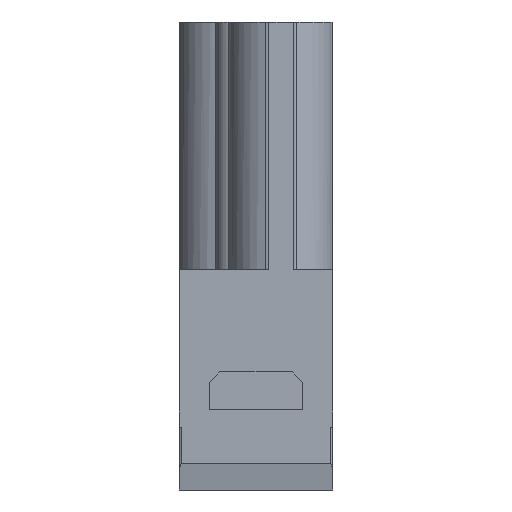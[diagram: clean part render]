
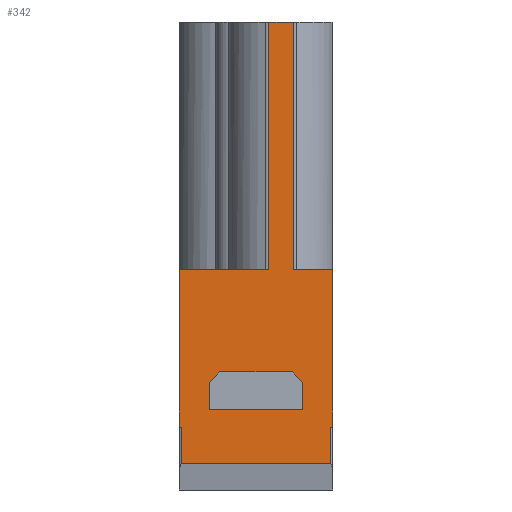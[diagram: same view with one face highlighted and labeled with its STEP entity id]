
A CAD part, left-side view. The second image highlights one B-rep face of the part: STEP entity #342.
In plain terms, the highlighted planar face has unit normal (-1, 0, 0).
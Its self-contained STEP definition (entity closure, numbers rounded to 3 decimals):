
#158=FACE_BOUND('',#1316,.T.);
#159=FACE_BOUND('',#1317,.T.);
#342=ADVANCED_FACE('',(#158,#159),#697,.F.);
#697=PLANE('',#7193);
#1316=EDGE_LOOP('',(#3618,#3619,#3620,#3621,#3622,#3623));
#1317=EDGE_LOOP('',(#3624,#3625,#3626,#3627,#3628,#3629,#3630,#3631,#3632,
#3633,#3634,#3635,#3636,#3637,#3638,#3639));
#1721=B_SPLINE_CURVE_WITH_KNOTS('',3,(#10458,#10459,#10460,#10461),
 .UNSPECIFIED.,.F.,.F.,(4,4),(0.,1.),.UNSPECIFIED.);
#1722=B_SPLINE_CURVE_WITH_KNOTS('',3,(#10463,#10464,#10465,#10466),
 .UNSPECIFIED.,.F.,.F.,(4,4),(0.,1.),.UNSPECIFIED.);
#1723=B_SPLINE_CURVE_WITH_KNOTS('',3,(#10470,#10471,#10472,#10473),
 .UNSPECIFIED.,.F.,.F.,(4,4),(0.,1.),.UNSPECIFIED.);
#1724=B_SPLINE_CURVE_WITH_KNOTS('',3,(#10475,#10476,#10477,#10478),
 .UNSPECIFIED.,.F.,.F.,(4,4),(0.,1.),.UNSPECIFIED.);
#1725=B_SPLINE_CURVE_WITH_KNOTS('',3,(#10479,#10480,#10481,#10482),
 .UNSPECIFIED.,.F.,.F.,(4,4),(0.,1.),.UNSPECIFIED.);
#1726=B_SPLINE_CURVE_WITH_KNOTS('',3,(#10484,#10485,#10486,#10487),
 .UNSPECIFIED.,.F.,.F.,(4,4),(0.,1.),.UNSPECIFIED.);
#1727=B_SPLINE_CURVE_WITH_KNOTS('',3,(#10491,#10492,#10493,#10494),
 .UNSPECIFIED.,.F.,.F.,(4,4),(0.,1.),.UNSPECIFIED.);
#1728=B_SPLINE_CURVE_WITH_KNOTS('',3,(#10496,#10497,#10498,#10499),
 .UNSPECIFIED.,.F.,.F.,(4,4),(0.,1.),.UNSPECIFIED.);
#1868=LINE('',#9388,#2443);
#1869=LINE('',#9403,#2444);
#1901=LINE('',#9557,#2476);
#1922=LINE('',#9714,#2497);
#2029=LINE('',#10031,#2604);
#2030=LINE('',#10033,#2605);
#2032=LINE('',#10037,#2607);
#2036=LINE('',#10045,#2611);
#2114=LINE('',#10454,#2689);
#2115=LINE('',#10456,#2690);
#2116=LINE('',#10457,#2691);
#2117=LINE('',#10468,#2692);
#2118=LINE('',#10489,#2693);
#2119=LINE('',#10500,#2694);
#2443=VECTOR('',#7619,1.);
#2444=VECTOR('',#7624,1.);
#2476=VECTOR('',#7704,1.);
#2497=VECTOR('',#7799,1.);
#2604=VECTOR('',#7970,1.);
#2605=VECTOR('',#7973,1.);
#2607=VECTOR('',#7977,1.);
#2611=VECTOR('',#7983,1.);
#2689=VECTOR('',#8209,1.);
#2690=VECTOR('',#8212,1.);
#2691=VECTOR('',#8213,1.);
#2692=VECTOR('',#8214,1.);
#2693=VECTOR('',#8215,1.);
#2694=VECTOR('',#8216,1.);
#3618=ORIENTED_EDGE('',*,*,#6019,.T.);
#3619=ORIENTED_EDGE('',*,*,#6166,.T.);
#3620=ORIENTED_EDGE('',*,*,#6015,.T.);
#3621=ORIENTED_EDGE('',*,*,#6167,.T.);
#3622=ORIENTED_EDGE('',*,*,#6013,.F.);
#3623=ORIENTED_EDGE('',*,*,#6012,.F.);
#3624=ORIENTED_EDGE('',*,*,#5760,.T.);
#3625=ORIENTED_EDGE('',*,*,#6168,.T.);
#3626=ORIENTED_EDGE('',*,*,#6169,.T.);
#3627=ORIENTED_EDGE('',*,*,#6170,.T.);
#3628=ORIENTED_EDGE('',*,*,#6171,.F.);
#3629=ORIENTED_EDGE('',*,*,#6172,.F.);
#3630=ORIENTED_EDGE('',*,*,#5764,.T.);
#3631=ORIENTED_EDGE('',*,*,#6165,.T.);
#3632=ORIENTED_EDGE('',*,*,#5879,.F.);
#3633=ORIENTED_EDGE('',*,*,#6173,.F.);
#3634=ORIENTED_EDGE('',*,*,#6174,.F.);
#3635=ORIENTED_EDGE('',*,*,#6175,.F.);
#3636=ORIENTED_EDGE('',*,*,#6176,.T.);
#3637=ORIENTED_EDGE('',*,*,#6177,.T.);
#3638=ORIENTED_EDGE('',*,*,#5821,.F.);
#3639=ORIENTED_EDGE('',*,*,#6178,.F.);
#5086=VERTEX_POINT('',#9386);
#5088=VERTEX_POINT('',#9389);
#5090=VERTEX_POINT('',#9397);
#5091=VERTEX_POINT('',#9402);
#5145=VERTEX_POINT('',#9556);
#5146=VERTEX_POINT('',#9558);
#5200=VERTEX_POINT('',#9713);
#5201=VERTEX_POINT('',#9715);
#5315=VERTEX_POINT('',#10028);
#5316=VERTEX_POINT('',#10030);
#5317=VERTEX_POINT('',#10034);
#5318=VERTEX_POINT('',#10038);
#5319=VERTEX_POINT('',#10039);
#5320=VERTEX_POINT('',#10044);
#5390=VERTEX_POINT('',#10462);
#5391=VERTEX_POINT('',#10467);
#5392=VERTEX_POINT('',#10469);
#5393=VERTEX_POINT('',#10474);
#5394=VERTEX_POINT('',#10483);
#5395=VERTEX_POINT('',#10488);
#5396=VERTEX_POINT('',#10490);
#5397=VERTEX_POINT('',#10495);
#5760=EDGE_CURVE('',#5088,#5086,#1868,.T.);
#5764=EDGE_CURVE('',#5090,#5091,#1869,.T.);
#5821=EDGE_CURVE('',#5145,#5146,#1901,.T.);
#5879=EDGE_CURVE('',#5200,#5201,#1922,.T.);
#6012=EDGE_CURVE('',#5316,#5315,#2029,.T.);
#6013=EDGE_CURVE('',#5315,#5317,#2030,.T.);
#6015=EDGE_CURVE('',#5318,#5319,#2032,.T.);
#6019=EDGE_CURVE('',#5316,#5320,#2036,.T.);
#6165=EDGE_CURVE('',#5091,#5201,#2114,.T.);
#6166=EDGE_CURVE('',#5320,#5318,#2115,.T.);
#6167=EDGE_CURVE('',#5319,#5317,#2116,.T.);
#6168=EDGE_CURVE('',#5086,#5390,#1721,.T.);
#6169=EDGE_CURVE('',#5390,#5391,#1722,.T.);
#6170=EDGE_CURVE('',#5391,#5392,#2117,.T.);
#6171=EDGE_CURVE('',#5393,#5392,#1723,.T.);
#6172=EDGE_CURVE('',#5090,#5393,#1724,.T.);
#6173=EDGE_CURVE('',#5394,#5200,#1725,.T.);
#6174=EDGE_CURVE('',#5395,#5394,#1726,.T.);
#6175=EDGE_CURVE('',#5396,#5395,#2118,.T.);
#6176=EDGE_CURVE('',#5396,#5397,#1727,.T.);
#6177=EDGE_CURVE('',#5397,#5146,#1728,.T.);
#6178=EDGE_CURVE('',#5088,#5145,#2119,.T.);
#7193=AXIS2_PLACEMENT_3D('',#10501,#8217,#8218);
#7619=DIRECTION('',(0.,-1.,0.));
#7624=DIRECTION('',(0.,-1.,0.));
#7704=DIRECTION('',(0.,-1.,0.));
#7799=DIRECTION('',(0.,-1.,0.));
#7970=DIRECTION('',(0.,-1.,0.));
#7973=DIRECTION('',(0.,0.,1.));
#7977=DIRECTION('',(0.,-1.,0.));
#7983=DIRECTION('',(0.,0.,1.));
#8209=DIRECTION('',(0.,0.,1.));
#8212=DIRECTION('',(0.,-0.707,0.707));
#8213=DIRECTION('',(0.,-0.707,-0.707));
#8214=DIRECTION('',(0.,-1.,0.));
#8215=DIRECTION('',(0.,-1.,0.));
#8216=DIRECTION('',(0.,0.,1.));
#8217=DIRECTION('',(1.,0.,0.));
#8218=DIRECTION('',(0.,0.,1.));
#9386=CARTESIAN_POINT('',(-18.526,4.421,-15.));
#9388=CARTESIAN_POINT('',(-18.526,4.318,-15.));
#9389=CARTESIAN_POINT('',(-18.526,4.618,-15.));
#9397=CARTESIAN_POINT('',(-18.526,-9.784,-15.));
#9402=CARTESIAN_POINT('',(-18.526,-9.982,-15.));
#9403=CARTESIAN_POINT('',(-18.526,4.318,-15.));
#9556=CARTESIAN_POINT('',(-18.526,4.618,0.));
#9557=CARTESIAN_POINT('',(-18.526,4.318,0.));
#9558=CARTESIAN_POINT('',(-18.526,-3.888,0.));
#9713=CARTESIAN_POINT('',(-18.526,-6.275,0.));
#9714=CARTESIAN_POINT('',(-18.526,4.318,0.));
#9715=CARTESIAN_POINT('',(-18.526,-9.982,0.));
#10028=CARTESIAN_POINT('',(-18.526,-7.132,-13.35));
#10030=CARTESIAN_POINT('',(-18.526,1.768,-13.35));
#10031=CARTESIAN_POINT('',(-18.526,0.768,-13.35));
#10033=CARTESIAN_POINT('',(-18.526,-7.132,-13.35));
#10034=CARTESIAN_POINT('',(-18.526,-7.132,-10.75));
#10037=CARTESIAN_POINT('',(-18.526,0.768,-9.75));
#10038=CARTESIAN_POINT('',(-18.526,0.768,-9.75));
#10039=CARTESIAN_POINT('',(-18.526,-6.132,-9.75));
#10044=CARTESIAN_POINT('',(-18.526,1.768,-10.75));
#10045=CARTESIAN_POINT('',(-18.526,1.768,-17.9));
#10454=CARTESIAN_POINT('',(-18.526,-9.982,-17.9));
#10456=CARTESIAN_POINT('',(-18.526,6.618,-15.6));
#10457=CARTESIAN_POINT('',(-18.526,-4.982,-8.6));
#10458=CARTESIAN_POINT('',(-18.526,4.421,-15.));
#10459=CARTESIAN_POINT('',(-18.526,4.42,-15.));
#10460=CARTESIAN_POINT('',(-18.526,4.419,-15.));
#10461=CARTESIAN_POINT('',(-18.526,4.418,-15.));
#10462=CARTESIAN_POINT('',(-18.526,4.418,-15.));
#10463=CARTESIAN_POINT('',(-18.526,4.418,-15.));
#10464=CARTESIAN_POINT('',(-18.526,4.418,-16.167));
#10465=CARTESIAN_POINT('',(-18.526,4.418,-17.333));
#10466=CARTESIAN_POINT('',(-18.526,4.418,-18.5));
#10467=CARTESIAN_POINT('',(-18.526,4.418,-18.5));
#10468=CARTESIAN_POINT('',(-18.526,-9.782,-18.5));
#10469=CARTESIAN_POINT('',(-18.526,-9.782,-18.5));
#10470=CARTESIAN_POINT('',(-18.526,-9.782,-15.));
#10471=CARTESIAN_POINT('',(-18.526,-9.782,-16.167));
#10472=CARTESIAN_POINT('',(-18.526,-9.782,-17.333));
#10473=CARTESIAN_POINT('',(-18.526,-9.782,-18.5));
#10474=CARTESIAN_POINT('',(-18.526,-9.782,-15.));
#10475=CARTESIAN_POINT('',(-18.526,-9.784,-15.));
#10476=CARTESIAN_POINT('',(-18.526,-9.783,-15.));
#10477=CARTESIAN_POINT('',(-18.526,-9.782,-15.));
#10478=CARTESIAN_POINT('',(-18.526,-9.782,-15.));
#10479=CARTESIAN_POINT('',(-18.526,-6.27,0.));
#10480=CARTESIAN_POINT('',(-18.526,-6.272,0.));
#10481=CARTESIAN_POINT('',(-18.526,-6.274,0.));
#10482=CARTESIAN_POINT('',(-18.526,-6.275,0.));
#10483=CARTESIAN_POINT('',(-18.526,-6.27,0.));
#10484=CARTESIAN_POINT('',(-18.526,-6.27,23.6));
#10485=CARTESIAN_POINT('',(-18.526,-6.27,15.733));
#10486=CARTESIAN_POINT('',(-18.526,-6.27,7.867));
#10487=CARTESIAN_POINT('',(-18.526,-6.27,0.));
#10488=CARTESIAN_POINT('',(-18.526,-6.27,23.6));
#10489=CARTESIAN_POINT('',(-18.526,-6.27,23.6));
#10490=CARTESIAN_POINT('',(-18.526,-3.893,23.6));
#10491=CARTESIAN_POINT('',(-18.526,-3.893,23.6));
#10492=CARTESIAN_POINT('',(-18.526,-3.893,15.733));
#10493=CARTESIAN_POINT('',(-18.526,-3.893,7.867));
#10494=CARTESIAN_POINT('',(-18.526,-3.893,0.));
#10495=CARTESIAN_POINT('',(-18.526,-3.893,0.));
#10496=CARTESIAN_POINT('',(-18.526,-3.893,0.));
#10497=CARTESIAN_POINT('',(-18.526,-3.891,0.));
#10498=CARTESIAN_POINT('',(-18.526,-3.89,0.));
#10499=CARTESIAN_POINT('',(-18.526,-3.888,0.));
#10500=CARTESIAN_POINT('',(-18.526,4.618,-17.9));
#10501=CARTESIAN_POINT('',(-18.526,4.318,-17.9));
